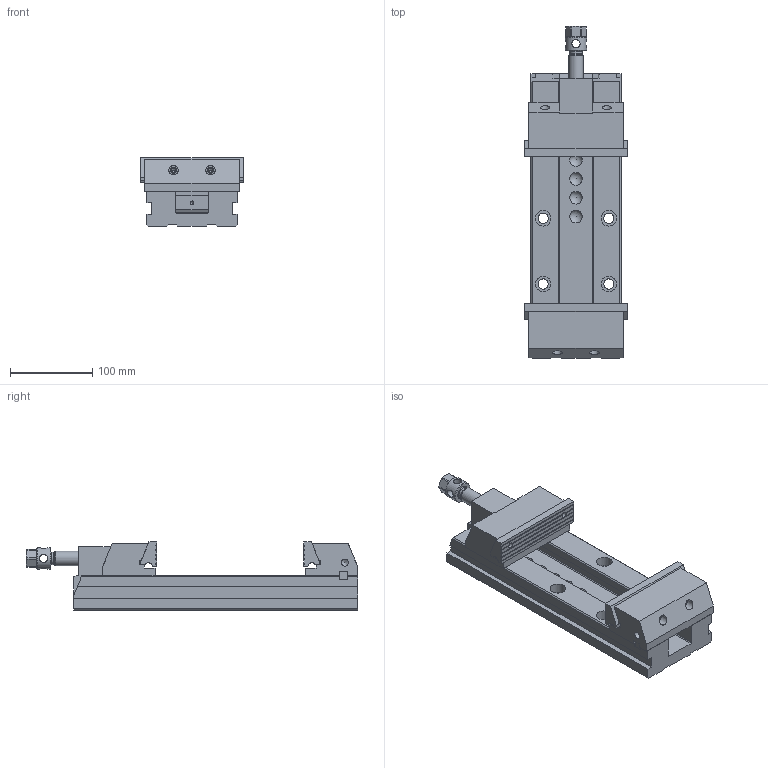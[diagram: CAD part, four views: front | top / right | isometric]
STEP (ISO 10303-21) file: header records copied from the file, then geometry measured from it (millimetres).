
FILE_DESCRIPTION(/* description */ (''),/* implementation_level */ '2;1');
FILE_NAME(/* name */ '60_125L_Mordaza.stp',/* time_stamp */ '2013-11-05T13:41:18+01:00',/* author */ (''),/* organization */ (''),/* preprocessor_version */ 'ST-DEVELOPER v11',/* originating_system */ 'SIEMENS PLM Software NX 7.5',/* authorisation */ '');
FILE_SCHEMA (('CONFIG_CONTROL_DESIGN'));
Length unit declared in the file: millimetre
Products named in the file (1): 60_125L_Mordaza
Bounding box: 125 x 404 x 83 mm (x, y, z)
Volume: 1642809.9 mm3; surface area: 286388.8 mm2
Topology: 10 solids, 10 shells, 404 faces, 1123 edges, 743 vertices
Faces by surface type: plane 239, cylinder 117, cone 30, sphere 9, torus 8, bspline 1
Full cylindrical faces by diameter (mm): 4.351 x1, 5.188 x4, 6.5 x4, 6.985 x4, 7.5 x4, 8 x4, 8.782 x4, 10 x4, 10.5 x1, 11.5 x4, 12 x4, 12.376 x2, 12.5 x4, 14 x2, 14.5 x1, 15 x3, 16.188 x1, 17.732 x1, 18 x1, 19 x4, 22 x2, 26 x1
Entity records: 12387 total; most frequent: CARTESIAN_POINT 2639, DIRECTION 1972, ORIENTED_EDGE 1874, EDGE_CURVE 937, AXIS2_PLACEMENT_3D 682, VERTEX_POINT 675, LINE 608, VECTOR 608
